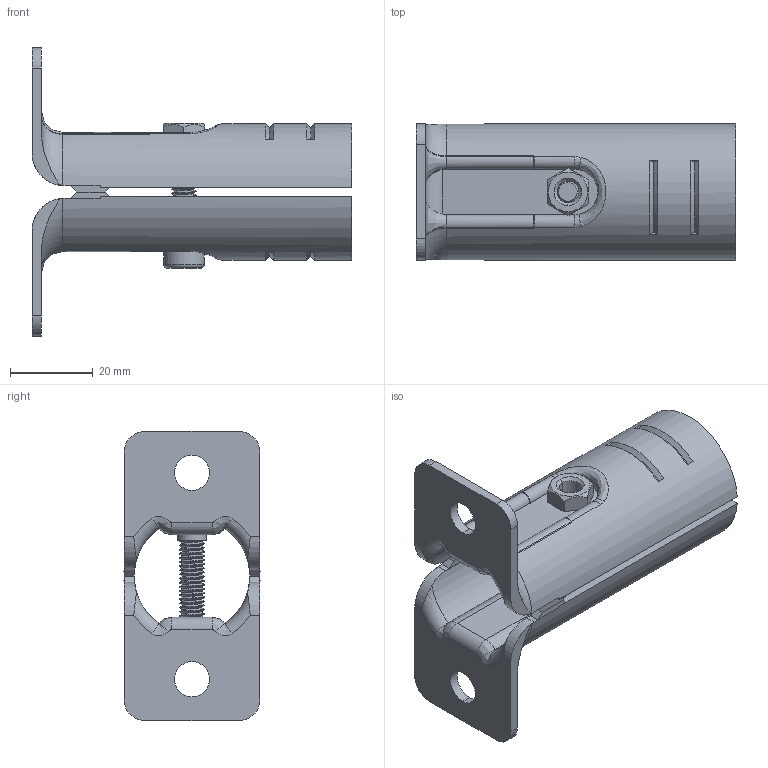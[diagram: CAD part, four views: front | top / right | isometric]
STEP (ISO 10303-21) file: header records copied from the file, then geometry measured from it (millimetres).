
FILE_DESCRIPTION (( 'STEP AP214' ), '1' );
FILE_NAME ('B312 Ñîåäèíèòåëü òðóáíûé, Ô28, 18B.STEP', '2023-11-10T09:16:35', ( '' ), ( '' ), 'SwSTEP 2.0', 'SolidWorks 2022', '' );
FILE_SCHEMA (( 'AUTOMOTIVE_DESIGN' ));
Length unit declared in the file: millimetre
Products named in the file (1): B312 Соединитель трубный, Ф28, 18B
Bounding box: 77.5 x 32.94 x 70 mm (x, y, z)
Volume: 22528.4 mm3; surface area: 20086.2 mm2
Topology: 4 solids, 4 shells, 277 faces, 722 edges, 460 vertices
Faces by surface type: cylinder 96, plane 88, bspline 58, torus 18, cone 17
Entity records: 20418 total; most frequent: CARTESIAN_POINT 11170, ORIENTED_EDGE 1436, DIRECTION 1037, EDGE_CURVE 718, VERTEX_POINT 460, AXIS2_PLACEMENT_3D 376, EDGE_LOOP 298, VECTOR 285
